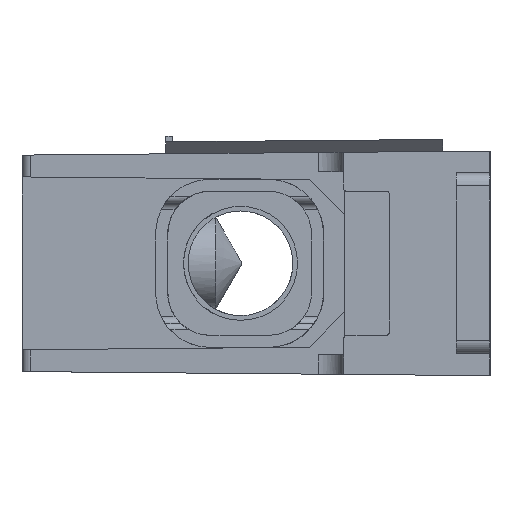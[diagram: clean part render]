
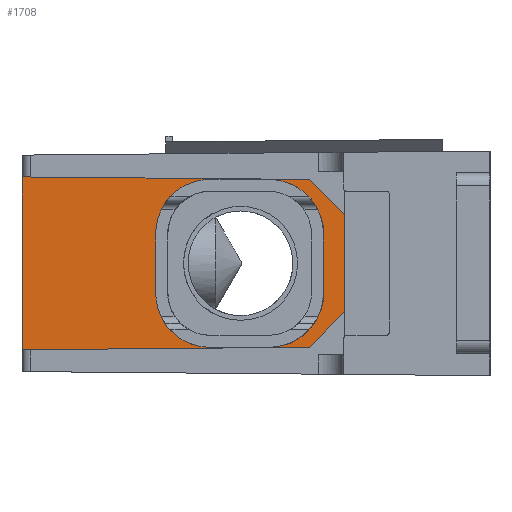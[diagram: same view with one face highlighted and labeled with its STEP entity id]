
A CAD part, left-side view. The second image highlights one B-rep face of the part: STEP entity #1708.
In plain terms, the highlighted planar face has unit normal (-1, 0.009, 0).
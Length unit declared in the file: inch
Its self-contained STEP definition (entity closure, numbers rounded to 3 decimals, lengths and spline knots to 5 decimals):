
#70 = CIRCLE ( 'NONE', #76, 0.25 ) ;
#76 = AXIS2_PLACEMENT_3D ( 'NONE', #6858, #6859, #6860 ) ;
#80 = CIRCLE ( 'NONE', #88, 0.25 ) ;
#84 = VECTOR ( 'NONE', #6879, 39.37008 ) ;
#88 = AXIS2_PLACEMENT_3D ( 'NONE', #6905, #6906, #6907 ) ;
#105 = CIRCLE ( 'NONE', #108, 0.25 ) ;
#108 = AXIS2_PLACEMENT_3D ( 'NONE', #6992, #6993, #6994 ) ;
#112 = CIRCLE ( 'NONE', #120, 0.25 ) ;
#116 = VECTOR ( 'NONE', #7013, 39.37008 ) ;
#120 = AXIS2_PLACEMENT_3D ( 'NONE', #7039, #7040, #7041 ) ;
#233 = VECTOR ( 'NONE', #3379, 39.37008 ) ;
#733 = ORIENTED_EDGE ( 'NONE', *, *, #1491, .T. ) ;
#735 = ORIENTED_EDGE ( 'NONE', *, *, #1448, .T. ) ;
#736 = ORIENTED_EDGE ( 'NONE', *, *, #1693, .T. ) ;
#737 = ORIENTED_EDGE ( 'NONE', *, *, #1480, .T. ) ;
#738 = ORIENTED_EDGE ( 'NONE', *, *, #1486, .T. ) ;
#739 = ORIENTED_EDGE ( 'NONE', *, *, #1694, .T. ) ;
#740 = ORIENTED_EDGE ( 'NONE', *, *, #1684, .F. ) ;
#741 = ORIENTED_EDGE ( 'NONE', *, *, #1459, .T. ) ;
#742 = ORIENTED_EDGE ( 'NONE', *, *, #1454, .T. ) ;
#743 = ORIENTED_EDGE ( 'NONE', *, *, #1690, .F. ) ;
#744 = ORIENTED_EDGE ( 'NONE', *, *, #1695, .T. ) ;
#745 = ORIENTED_EDGE ( 'NONE', *, *, #1692, .F. ) ;
#746 = ORIENTED_EDGE ( 'NONE', *, *, #1592, .F. ) ;
#747 = ORIENTED_EDGE ( 'NONE', *, *, #1696, .T. ) ;
#904 = EDGE_LOOP ( 'NONE', ( #735, #736, #733, #738, #737, #739, #741, #742 ) ) ;
#905 = EDGE_LOOP ( 'NONE', ( #743, #744, #740, #746, #745, #747 ) ) ;
#1448 = EDGE_CURVE ( 'NONE', #2263, #2262, #70, .T. ) ;
#1454 = EDGE_CURVE ( 'NONE', #2267, #2263, #3100, .T. ) ;
#1459 = EDGE_CURVE ( 'NONE', #2271, #2267, #80, .T. ) ;
#1480 = EDGE_CURVE ( 'NONE', #2287, #2286, #105, .T. ) ;
#1486 = EDGE_CURVE ( 'NONE', #2291, #2287, #3116, .T. ) ;
#1491 = EDGE_CURVE ( 'NONE', #2295, #2291, #112, .T. ) ;
#1592 = EDGE_CURVE ( 'NONE', #2415, #2416, #3197, .T. ) ;
#1684 = EDGE_CURVE ( 'NONE', #2416, #2450, #3283, .T. ) ;
#1690 = EDGE_CURVE ( 'NONE', #2454, #2451, #3289, .T. ) ;
#1692 = EDGE_CURVE ( 'NONE', #2455, #2415, #3291, .T. ) ;
#1693 = EDGE_CURVE ( 'NONE', #2262, #2295, #3292, .T. ) ;
#1694 = EDGE_CURVE ( 'NONE', #2286, #2271, #3293, .T. ) ;
#1695 = EDGE_CURVE ( 'NONE', #2454, #2450, #3294, .T. ) ;
#1696 = EDGE_CURVE ( 'NONE', #2455, #2451, #3295, .T. ) ;
#1708 = ADVANCED_FACE ( 'NONE', ( #3267, #3303 ), #3695, .T. ) ;
#2262 = VERTEX_POINT ( 'NONE', #6049 ) ;
#2263 = VERTEX_POINT ( 'NONE', #6050 ) ;
#2267 = VERTEX_POINT ( 'NONE', #6054 ) ;
#2271 = VERTEX_POINT ( 'NONE', #6058 ) ;
#2286 = VERTEX_POINT ( 'NONE', #6073 ) ;
#2287 = VERTEX_POINT ( 'NONE', #6074 ) ;
#2291 = VERTEX_POINT ( 'NONE', #6078 ) ;
#2295 = VERTEX_POINT ( 'NONE', #6082 ) ;
#2415 = VERTEX_POINT ( 'NONE', #6441 ) ;
#2416 = VERTEX_POINT ( 'NONE', #6442 ) ;
#2450 = VERTEX_POINT ( 'NONE', #6476 ) ;
#2451 = VERTEX_POINT ( 'NONE', #6477 ) ;
#2454 = VERTEX_POINT ( 'NONE', #6480 ) ;
#2455 = VERTEX_POINT ( 'NONE', #6481 ) ;
#3100 = LINE ( 'NONE', #6878, #84 ) ;
#3116 = LINE ( 'NONE', #7012, #116 ) ;
#3197 = LINE ( 'NONE', #3378, #233 ) ;
#3267 = FACE_BOUND ( 'NONE', #904, .T. ) ;
#3283 = LINE ( 'NONE', #3641, #4322 ) ;
#3289 = LINE ( 'NONE', #3653, #4328 ) ;
#3291 = LINE ( 'NONE', #3657, #4330 ) ;
#3292 = LINE ( 'NONE', #3659, #4331 ) ;
#3293 = LINE ( 'NONE', #3661, #4332 ) ;
#3294 = LINE ( 'NONE', #3663, #4334 ) ;
#3295 = LINE ( 'NONE', #3665, #4336 ) ;
#3303 = FACE_OUTER_BOUND ( 'NONE', #905, .T. ) ;
#3378 = CARTESIAN_POINT ( 'NONE',  ( -1.035, 2.146, 0.515 ) ) ;
#3379 = DIRECTION ( 'NONE',  ( 0., 0., 1. ) ) ;
#3641 = CARTESIAN_POINT ( 'NONE',  ( -1.03498, 2.14756, 0.39629 ) ) ;
#3642 = DIRECTION ( 'NONE',  ( -0.009, -1., -0.009 ) ) ;
#3653 = CARTESIAN_POINT ( 'NONE',  ( -1.04792, 0.66548, 0.38336 ) ) ;
#3654 = DIRECTION ( 'NONE',  ( 0., 0., -1. ) ) ;
#3657 = CARTESIAN_POINT ( 'NONE',  ( -1.04792, 0.66548, -0.38336 ) ) ;
#3658 = DIRECTION ( 'NONE',  ( 0.009, 1., -0.009 ) ) ;
#3659 = CARTESIAN_POINT ( 'NONE',  ( -1.04254, 1.28217, -0.385 ) ) ;
#3660 = DIRECTION ( 'NONE',  ( 0.009, 1., 0. ) ) ;
#3661 = CARTESIAN_POINT ( 'NONE',  ( -1.04254, 1.28217, 0.385 ) ) ;
#3662 = DIRECTION ( 'NONE',  ( -0.009, -1., 0. ) ) ;
#3663 = CARTESIAN_POINT ( 'NONE',  ( -1.0407, 1.49299, 1.05089 ) ) ;
#3664 = DIRECTION ( 'NONE',  ( 0.006, 0.707, 0.707 ) ) ;
#3665 = CARTESIAN_POINT ( 'NONE',  ( -1.04426, 1.08453, -0.64838 ) ) ;
#3666 = DIRECTION ( 'NONE',  ( -0.006, -0.701, 0.713 ) ) ;
#3695 = PLANE ( 'NONE',  #4351 ) ;
#3696 = CARTESIAN_POINT ( 'NONE',  ( -1.03498, 2.14756, 0.39629 ) ) ;
#3697 = DIRECTION ( 'NONE',  ( -1., 0.009, 0. ) ) ;
#3698 = DIRECTION ( 'NONE',  ( 0.009, 1., 0. ) ) ;
#4322 = VECTOR ( 'NONE', #3642, 39.37008 ) ;
#4328 = VECTOR ( 'NONE', #3654, 39.37008 ) ;
#4330 = VECTOR ( 'NONE', #3658, 39.37008 ) ;
#4331 = VECTOR ( 'NONE', #3660, 39.37008 ) ;
#4332 = VECTOR ( 'NONE', #3662, 39.37008 ) ;
#4334 = VECTOR ( 'NONE', #3664, 39.37008 ) ;
#4336 = VECTOR ( 'NONE', #3666, 39.37008 ) ;
#4351 = AXIS2_PLACEMENT_3D ( 'NONE', #3696, #3697, #3698 ) ;
#6049 = CARTESIAN_POINT ( 'NONE',  ( -1.04489, 1.01218, -0.385 ) ) ;
#6050 = CARTESIAN_POINT ( 'NONE',  ( -1.04707, 0.76219, -0.135 ) ) ;
#6054 = CARTESIAN_POINT ( 'NONE',  ( -1.04707, 0.76219, 0.135 ) ) ;
#6058 = CARTESIAN_POINT ( 'NONE',  ( -1.04489, 1.01218, 0.385 ) ) ;
#6073 = CARTESIAN_POINT ( 'NONE',  ( -1.04254, 1.28217, 0.385 ) ) ;
#6074 = CARTESIAN_POINT ( 'NONE',  ( -1.04035, 1.53216, 0.135 ) ) ;
#6078 = CARTESIAN_POINT ( 'NONE',  ( -1.04035, 1.53216, -0.135 ) ) ;
#6082 = CARTESIAN_POINT ( 'NONE',  ( -1.04254, 1.28217, -0.385 ) ) ;
#6441 = CARTESIAN_POINT ( 'NONE',  ( -1.035, 2.146, -0.39628 ) ) ;
#6442 = CARTESIAN_POINT ( 'NONE',  ( -1.035, 2.146, 0.39628 ) ) ;
#6476 = CARTESIAN_POINT ( 'NONE',  ( -1.04651, 0.82689, 0.38477 ) ) ;
#6477 = CARTESIAN_POINT ( 'NONE',  ( -1.04792, 0.66548, -0.22194 ) ) ;
#6480 = CARTESIAN_POINT ( 'NONE',  ( -1.04792, 0.66548, 0.22336 ) ) ;
#6481 = CARTESIAN_POINT ( 'NONE',  ( -1.04652, 0.82547, -0.38475 ) ) ;
#6858 = CARTESIAN_POINT ( 'NONE',  ( -1.04489, 1.01218, -0.135 ) ) ;
#6859 = DIRECTION ( 'NONE',  ( 1., -0.009, 0. ) ) ;
#6860 = DIRECTION ( 'NONE',  ( 0.009, 1., 0. ) ) ;
#6878 = CARTESIAN_POINT ( 'NONE',  ( -1.04707, 0.76219, 0.135 ) ) ;
#6879 = DIRECTION ( 'NONE',  ( 0., 0., -1. ) ) ;
#6905 = CARTESIAN_POINT ( 'NONE',  ( -1.04489, 1.01218, 0.135 ) ) ;
#6906 = DIRECTION ( 'NONE',  ( 1., -0.009, 0. ) ) ;
#6907 = DIRECTION ( 'NONE',  ( 0.009, 1., 0. ) ) ;
#6992 = CARTESIAN_POINT ( 'NONE',  ( -1.04254, 1.28217, 0.135 ) ) ;
#6993 = DIRECTION ( 'NONE',  ( 1., -0.009, 0. ) ) ;
#6994 = DIRECTION ( 'NONE',  ( 0.009, 1., 0. ) ) ;
#7012 = CARTESIAN_POINT ( 'NONE',  ( -1.04035, 1.53216, 0.135 ) ) ;
#7013 = DIRECTION ( 'NONE',  ( 0., 0., 1. ) ) ;
#7039 = CARTESIAN_POINT ( 'NONE',  ( -1.04254, 1.28217, -0.135 ) ) ;
#7040 = DIRECTION ( 'NONE',  ( 1., -0.009, 0. ) ) ;
#7041 = DIRECTION ( 'NONE',  ( -0.009, -1., 0. ) ) ;
